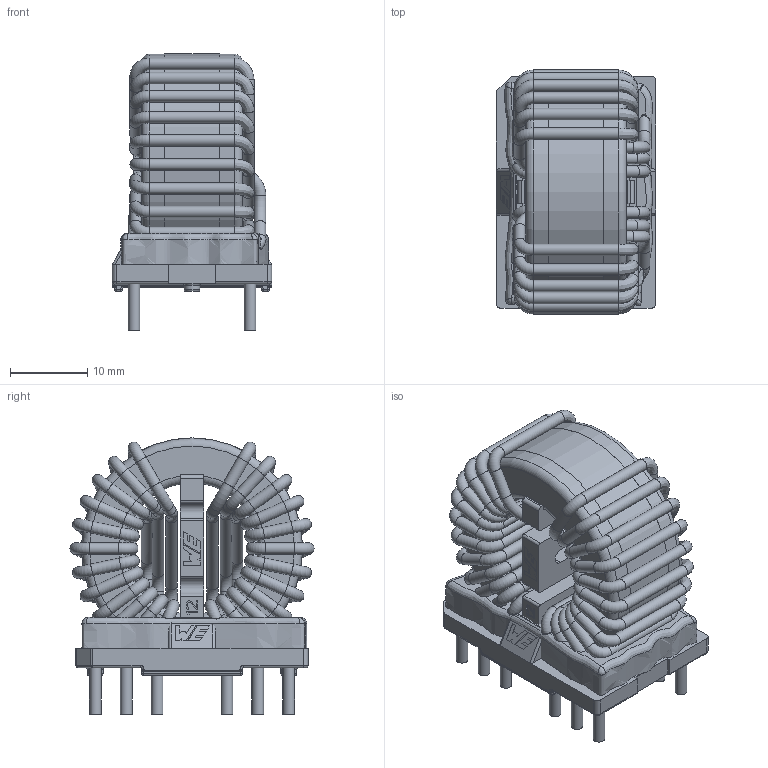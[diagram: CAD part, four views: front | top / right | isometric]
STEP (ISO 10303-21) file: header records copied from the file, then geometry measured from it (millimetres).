
FILE_DESCRIPTION(('STEP AP214'),'1');
FILE_NAME('L_Wurth_WE-CMBNC-TypeXL_7448053201.step','2025-04-07T06:59:47',(' '),('ANSOFT Corporation'),'Spatial InterOp 3D',' ',' ');
FILE_SCHEMA(('AUTOMOTIVE_DESIGN { 1 0 10303 214 1 1 1 1 }'));
Length unit declared in the file: millimetre
Products named in the file (1): tesaXL
Bounding box: 20.6 x 31.54 x 35.71 mm (x, y, z)
Volume: 10196.5 mm3; surface area: 13093.4 mm2
Topology: 6 solids, 7 shells, 740 faces, 1886 edges, 1134 vertices
Faces by surface type: cylinder 254, plane 251, torus 149, bspline 62, sphere 23, extrusion 1
Full cylindrical faces by diameter (mm): 1.5 x113, 1.7 x12, 2 x6, 17 x1, 28.5 x1, 28.6 x1, 28.62 x1
Entity records: 44289 total; most frequent: CARTESIAN_POINT 16438, DIRECTION 3230, ORIENTED_EDGE 2968, STYLED_ITEM 1948, PRESENTATION_STYLE_ASSIGNMENT 1948, COLOUR_RGB 1948, EDGE_CURVE 1484, AXIS2_PLACEMENT_3D 1251
